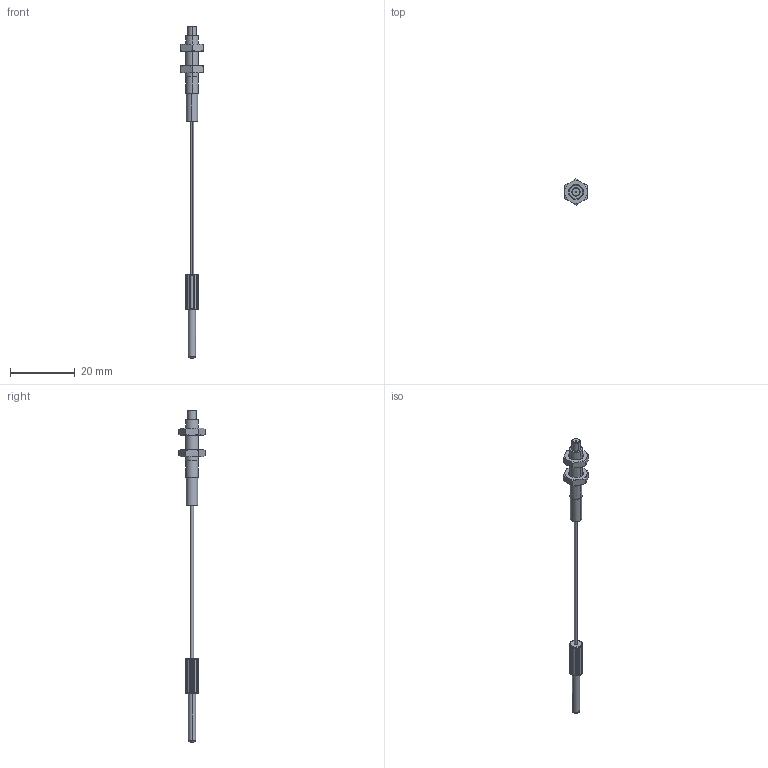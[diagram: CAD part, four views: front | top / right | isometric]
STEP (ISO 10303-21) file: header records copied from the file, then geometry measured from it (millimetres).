
FILE_DESCRIPTION((''),'2;1');
FILE_NAME('CAD2409_SW0001','2016-09-05T',('cmozuch'),(''),'PRO/ENGINEER BY PARAMETRIC TECHNOLOGY CORPORATION, 2015440','PRO/ENGINEER BY PARAMETRIC TECHNOLOGY CORPORATION, 2015440','');
FILE_SCHEMA(('CONFIG_CONTROL_DESIGN'));
Length unit declared in the file: millimetre
Products named in the file (1): CAD2409_SW0001
Bounding box: 7 x 8.08 x 102.4 mm (x, y, z)
Volume: 676.5 mm3; surface area: 983 mm2
Topology: 1 solids, 1 shells, 200 faces, 486 edges, 298 vertices
Faces by surface type: cylinder 72, bspline 48, cone 34, plane 30, torus 16
Entity records: 16188 total; most frequent: CARTESIAN_POINT 10384, ORIENTED_EDGE 972, DIRECTION 796, EDGE_CURVE 486, AXIS2_PLACEMENT_3D 342, VERTEX_POINT 298, EDGE_LOOP 210, FACE_OUTER_BOUND 200
